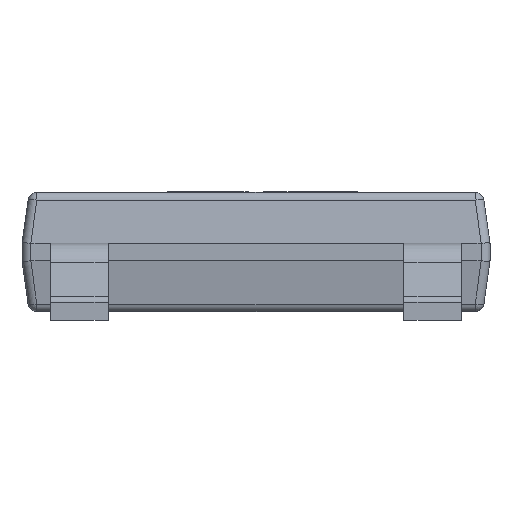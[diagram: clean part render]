
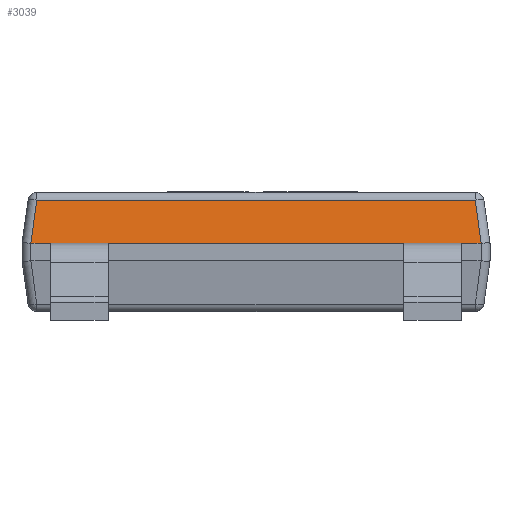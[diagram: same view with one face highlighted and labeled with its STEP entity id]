
A CAD part, front view. The second image highlights one B-rep face of the part: STEP entity #3039.
In plain terms, the highlighted planar face has unit normal (0, -0.99, 0.139).
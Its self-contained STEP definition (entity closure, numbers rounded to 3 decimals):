
#234 = VERTEX_POINT ( 'NONE', #6236 ) ;
#318 = FACE_OUTER_BOUND ( 'NONE', #14874, .T. ) ;
#333 = VECTOR ( 'NONE', #824, 1000. ) ;
#491 = CARTESIAN_POINT ( 'NONE',  ( -2.325, -2.3, 0.875 ) ) ;
#572 = DIRECTION ( 'NONE',  ( 1., 0., 0. ) ) ;
#824 = DIRECTION ( 'NONE',  ( -0.138, -0.138, -0.981 ) ) ;
#992 = LINE ( 'NONE', #9616, #333 ) ;
#1488 = AXIS2_PLACEMENT_3D ( 'NONE', #1803, #3195, #11949 ) ;
#1803 = CARTESIAN_POINT ( 'NONE',  ( 0., -2.219, 1.45 ) ) ;
#2117 = CARTESIAN_POINT ( 'NONE',  ( 1.675, -2.3, 0.875 ) ) ;
#2480 = VERTEX_POINT ( 'NONE', #9383 ) ;
#2561 = LINE ( 'NONE', #6266, #4231 ) ;
#2909 = VECTOR ( 'NONE', #10582, 1000. ) ;
#3039 = ADVANCED_FACE ( 'NONE', ( #318 ), #9109, .T. ) ;
#3195 = DIRECTION ( 'NONE',  ( 0., -0.99, 0.139 ) ) ;
#3249 = ORIENTED_EDGE ( 'NONE', *, *, #13436, .T. ) ;
#3251 = LINE ( 'NONE', #3327, #4262 ) ;
#3327 = CARTESIAN_POINT ( 'NONE',  ( 2.423, -2.172, 1.784 ) ) ;
#3453 = CARTESIAN_POINT ( 'NONE',  ( -2.65, -2.3, 0.875 ) ) ;
#3713 = VERTEX_POINT ( 'NONE', #9859 ) ;
#3774 = EDGE_CURVE ( 'NONE', #5921, #5291, #4269, .T. ) ;
#4128 = ORIENTED_EDGE ( 'NONE', *, *, #7421, .F. ) ;
#4135 = CARTESIAN_POINT ( 'NONE',  ( 2.325, -2.3, 0.875 ) ) ;
#4231 = VECTOR ( 'NONE', #5051, 1000. ) ;
#4262 = VECTOR ( 'NONE', #8328, 1000. ) ;
#4269 = LINE ( 'NONE', #13955, #2909 ) ;
#4656 = EDGE_CURVE ( 'NONE', #5291, #14961, #992, .T. ) ;
#4929 = EDGE_CURVE ( 'NONE', #14744, #234, #13616, .T. ) ;
#5051 = DIRECTION ( 'NONE',  ( -1., 0., 0. ) ) ;
#5210 = ORIENTED_EDGE ( 'NONE', *, *, #10651, .T. ) ;
#5291 = VERTEX_POINT ( 'NONE', #11040 ) ;
#5414 = CARTESIAN_POINT ( 'NONE',  ( -2.551, -2.3, 0.875 ) ) ;
#5630 = CARTESIAN_POINT ( 'NONE',  ( 2.55, -2.3, 0.875 ) ) ;
#5632 = CARTESIAN_POINT ( 'NONE',  ( 2.55, -2.3, 0.875 ) ) ;
#5712 = CARTESIAN_POINT ( 'NONE',  ( 2.55, -2.3, 0.875 ) ) ;
#5863 = ORIENTED_EDGE ( 'NONE', *, *, #3774, .T. ) ;
#5921 = VERTEX_POINT ( 'NONE', #10726 ) ;
#5965 = VERTEX_POINT ( 'NONE', #2117 ) ;
#5983 = CARTESIAN_POINT ( 'NONE',  ( -2.65, -2.3, 0.875 ) ) ;
#6191 = ORIENTED_EDGE ( 'NONE', *, *, #16176, .T. ) ;
#6236 = CARTESIAN_POINT ( 'NONE',  ( 2.325, -2.3, 0.875 ) ) ;
#6266 = CARTESIAN_POINT ( 'NONE',  ( -2.65, -2.3, 0.875 ) ) ;
#6394 = ORIENTED_EDGE ( 'NONE', *, *, #4929, .F. ) ;
#6480 = CARTESIAN_POINT ( 'NONE',  ( -2.55, -2.3, 0.875 ) ) ;
#6848 = VERTEX_POINT ( 'NONE', #9587 ) ;
#7216 = LINE ( 'NONE', #5983, #15004 ) ;
#7421 = EDGE_CURVE ( 'NONE', #5965, #6848, #2561, .T. ) ;
#7470 = VERTEX_POINT ( 'NONE', #9786 ) ;
#7990 = EDGE_CURVE ( 'NONE', #7470, #2480, #7216, .T. ) ;
#8328 = DIRECTION ( 'NONE',  ( -0.138, 0.138, 0.981 ) ) ;
#9109 = PLANE ( 'NONE',  #1488 ) ;
#9140 = DIRECTION ( 'NONE',  ( -1., 0., 0. ) ) ;
#9251 =( BOUNDED_CURVE ( )  B_SPLINE_CURVE ( 3, ( #5632, #5712, #9303, #10852 ),
 .UNSPECIFIED., .F., .F. ) 
 B_SPLINE_CURVE_WITH_KNOTS ( ( 4, 4 ),
 ( 0., 0.01 ),
 .UNSPECIFIED. ) 
 CURVE ( )  GEOMETRIC_REPRESENTATION_ITEM ( )  RATIONAL_B_SPLINE_CURVE ( ( 1., 1., 1., 1. ) ) 
 REPRESENTATION_ITEM ( '' )  );
#9282 = EDGE_CURVE ( 'NONE', #234, #5965, #15405, .T. ) ;
#9303 = CARTESIAN_POINT ( 'NONE',  ( 2.551, -2.3, 0.875 ) ) ;
#9383 = CARTESIAN_POINT ( 'NONE',  ( -2.55, -2.3, 0.875 ) ) ;
#9587 = CARTESIAN_POINT ( 'NONE',  ( -1.675, -2.3, 0.875 ) ) ;
#9616 = CARTESIAN_POINT ( 'NONE',  ( -2.423, -2.172, 1.784 ) ) ;
#9786 = CARTESIAN_POINT ( 'NONE',  ( -2.325, -2.3, 0.875 ) ) ;
#9859 = CARTESIAN_POINT ( 'NONE',  ( 2.551, -2.3, 0.875 ) ) ;
#10003 = ORIENTED_EDGE ( 'NONE', *, *, #4656, .T. ) ;
#10188 = DIRECTION ( 'NONE',  ( -1., 0., 0. ) ) ;
#10422 = EDGE_CURVE ( 'NONE', #14744, #3713, #9251, .T. ) ;
#10582 = DIRECTION ( 'NONE',  ( -1., 0., 0. ) ) ;
#10651 = EDGE_CURVE ( 'NONE', #7470, #6848, #13222, .T. ) ;
#10726 = CARTESIAN_POINT ( 'NONE',  ( 2.482, -2.231, 1.364 ) ) ;
#10852 = CARTESIAN_POINT ( 'NONE',  ( 2.551, -2.3, 0.875 ) ) ;
#11040 = CARTESIAN_POINT ( 'NONE',  ( -2.482, -2.231, 1.364 ) ) ;
#11949 = DIRECTION ( 'NONE',  ( -1., 0., 0. ) ) ;
#12052 = ORIENTED_EDGE ( 'NONE', *, *, #7990, .F. ) ;
#12451 = DIRECTION ( 'NONE',  ( -1., 0., 0. ) ) ;
#13222 = LINE ( 'NONE', #491, #14530 ) ;
#13436 = EDGE_CURVE ( 'NONE', #3713, #5921, #3251, .T. ) ;
#13616 = LINE ( 'NONE', #3453, #15568 ) ;
#13747 = VECTOR ( 'NONE', #9140, 1000. ) ;
#13772 = ORIENTED_EDGE ( 'NONE', *, *, #9282, .F. ) ;
#13955 = CARTESIAN_POINT ( 'NONE',  ( 0., -2.231, 1.364 ) ) ;
#14096 = CARTESIAN_POINT ( 'NONE',  ( -2.55, -2.3, 0.875 ) ) ;
#14279 =( BOUNDED_CURVE ( )  B_SPLINE_CURVE ( 3, ( #14998, #5414, #14096, #6480 ),
 .UNSPECIFIED., .F., .F. ) 
 B_SPLINE_CURVE_WITH_KNOTS ( ( 4, 4 ),
 ( 6.274, 6.283 ),
 .UNSPECIFIED. ) 
 CURVE ( )  GEOMETRIC_REPRESENTATION_ITEM ( )  RATIONAL_B_SPLINE_CURVE ( ( 1., 1., 1., 1. ) ) 
 REPRESENTATION_ITEM ( '' )  );
#14410 = ORIENTED_EDGE ( 'NONE', *, *, #10422, .T. ) ;
#14530 = VECTOR ( 'NONE', #572, 1000. ) ;
#14744 = VERTEX_POINT ( 'NONE', #5630 ) ;
#14874 = EDGE_LOOP ( 'NONE', ( #6394, #14410, #3249, #5863, #10003, #6191, #12052, #5210, #4128, #13772 ) ) ;
#14961 = VERTEX_POINT ( 'NONE', #15292 ) ;
#14998 = CARTESIAN_POINT ( 'NONE',  ( -2.551, -2.3, 0.875 ) ) ;
#15004 = VECTOR ( 'NONE', #10188, 1000. ) ;
#15292 = CARTESIAN_POINT ( 'NONE',  ( -2.551, -2.3, 0.875 ) ) ;
#15405 = LINE ( 'NONE', #4135, #13747 ) ;
#15568 = VECTOR ( 'NONE', #12451, 1000. ) ;
#16176 = EDGE_CURVE ( 'NONE', #14961, #2480, #14279, .T. ) ;
